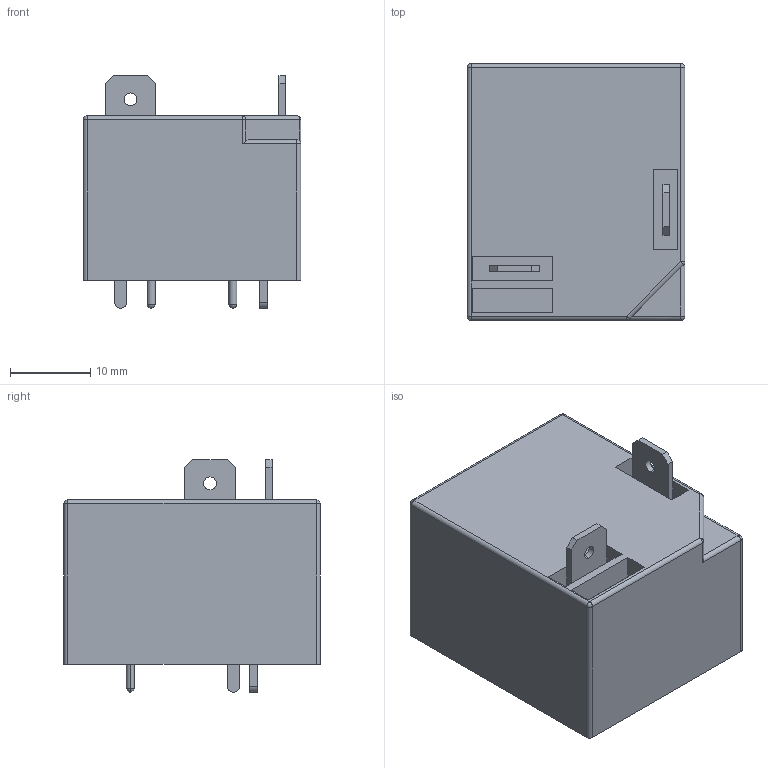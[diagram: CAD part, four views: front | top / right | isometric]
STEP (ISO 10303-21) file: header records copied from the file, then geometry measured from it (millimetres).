
FILE_DESCRIPTION (( 'STEP AP214' ), '1' );
FILE_NAME ('RELAY-TH_NB902-5S-S-A40A.step', '2022-07-09T13:47:47', ( '' ), ( '' ), 'SwSTEP 2.0', 'SolidWorks 2020', '' );
FILE_SCHEMA (( 'AUTOMOTIVE_DESIGN' ));
Length unit declared in the file: millimetre
Products named in the file (1): RELAY-TH_NB902-5S-S-A40A
Bounding box: 27.2 x 32.01 x 29 mm (x, y, z)
Volume: 17578.8 mm3; surface area: 4652.3 mm2
Topology: 12 solids, 12 shells, 372 faces, 971 edges, 636 vertices
Faces by surface type: plane 225, bspline 112, cylinder 25, sphere 10
Entity records: 15963 total; most frequent: CARTESIAN_POINT 4079, ORIENTED_EDGE 1916, DIRECTION 1298, EDGE_CURVE 958, LINE 676, VECTOR 676, VERTEX_POINT 632, EDGE_LOOP 402
